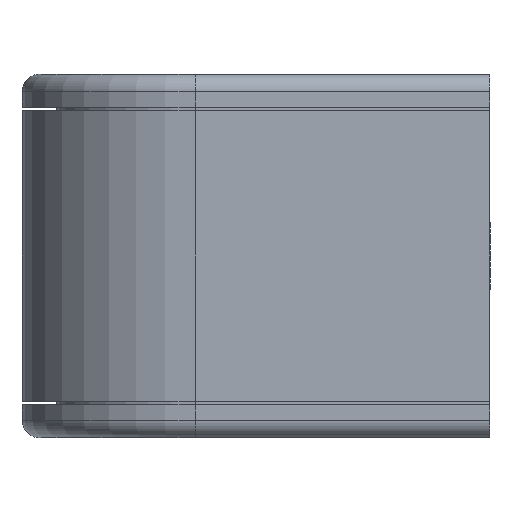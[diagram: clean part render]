
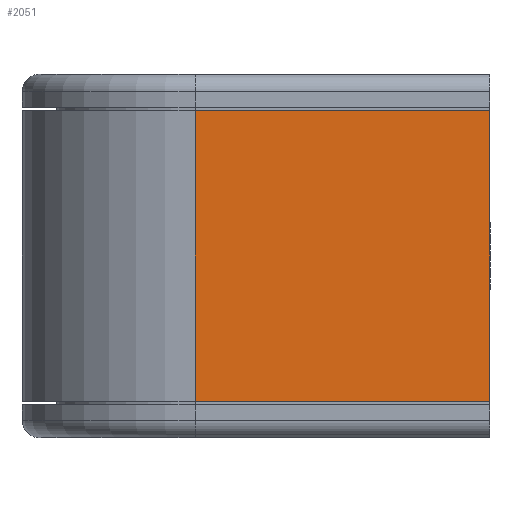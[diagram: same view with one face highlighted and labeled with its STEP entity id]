
A CAD part, left-side view. The second image highlights one B-rep face of the part: STEP entity #2051.
In plain terms, the highlighted planar face has unit normal (-1, 0, 0).
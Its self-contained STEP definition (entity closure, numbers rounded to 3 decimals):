
#76 = VECTOR ( 'NONE', #269, 1000. ) ;
#88 = LINE ( 'NONE', #1528, #706 ) ;
#269 = DIRECTION ( 'NONE',  ( 0., 0., -1. ) ) ;
#301 = VECTOR ( 'NONE', #2286, 1000. ) ;
#331 = VERTEX_POINT ( 'NONE', #1616 ) ;
#450 = CARTESIAN_POINT ( 'NONE',  ( -71., -27.048, -8.4 ) ) ;
#681 = FACE_OUTER_BOUND ( 'NONE', #2039, .T. ) ;
#694 = PLANE ( 'NONE',  #1094 ) ;
#706 = VECTOR ( 'NONE', #1349, 1000. ) ;
#734 = VERTEX_POINT ( 'NONE', #1693 ) ;
#764 = DIRECTION ( 'NONE',  ( 0., -1., 0. ) ) ;
#873 = DIRECTION ( 'NONE',  ( 0., 1., 0. ) ) ;
#969 = LINE ( 'NONE', #2058, #76 ) ;
#987 = EDGE_CURVE ( 'NONE', #2144, #1958, #88, .T. ) ;
#1094 = AXIS2_PLACEMENT_3D ( 'NONE', #1252, #1398, #873 ) ;
#1179 = LINE ( 'NONE', #1721, #2000 ) ;
#1228 = ORIENTED_EDGE ( 'NONE', *, *, #987, .F. ) ;
#1252 = CARTESIAN_POINT ( 'NONE',  ( -71., -10., 10.5 ) ) ;
#1349 = DIRECTION ( 'NONE',  ( 0., 0., -1. ) ) ;
#1398 = DIRECTION ( 'NONE',  ( 1., 0., 0. ) ) ;
#1411 = LINE ( 'NONE', #1742, #301 ) ;
#1439 = ORIENTED_EDGE ( 'NONE', *, *, #2061, .T. ) ;
#1462 = ORIENTED_EDGE ( 'NONE', *, *, #1753, .F. ) ;
#1528 = CARTESIAN_POINT ( 'NONE',  ( -71., -27.048, 10.5 ) ) ;
#1616 = CARTESIAN_POINT ( 'NONE',  ( -71., -10., -8.4 ) ) ;
#1693 = CARTESIAN_POINT ( 'NONE',  ( -71., -10., 8.4 ) ) ;
#1721 = CARTESIAN_POINT ( 'NONE',  ( -71., -10., 8.4 ) ) ;
#1742 = CARTESIAN_POINT ( 'NONE',  ( -71., -10., -8.4 ) ) ;
#1753 = EDGE_CURVE ( 'NONE', #734, #2144, #1179, .T. ) ;
#1935 = EDGE_CURVE ( 'NONE', #734, #331, #969, .T. ) ;
#1958 = VERTEX_POINT ( 'NONE', #450 ) ;
#2000 = VECTOR ( 'NONE', #764, 1000. ) ;
#2039 = EDGE_LOOP ( 'NONE', ( #1439, #1228, #1462, #2092 ) ) ;
#2051 = ADVANCED_FACE ( 'NONE', ( #681 ), #694, .F. ) ;
#2058 = CARTESIAN_POINT ( 'NONE',  ( -71., -10., 10.5 ) ) ;
#2061 = EDGE_CURVE ( 'NONE', #331, #1958, #1411, .T. ) ;
#2092 = ORIENTED_EDGE ( 'NONE', *, *, #1935, .T. ) ;
#2144 = VERTEX_POINT ( 'NONE', #2172 ) ;
#2172 = CARTESIAN_POINT ( 'NONE',  ( -71., -27.048, 8.4 ) ) ;
#2286 = DIRECTION ( 'NONE',  ( 0., -1., 0. ) ) ;
